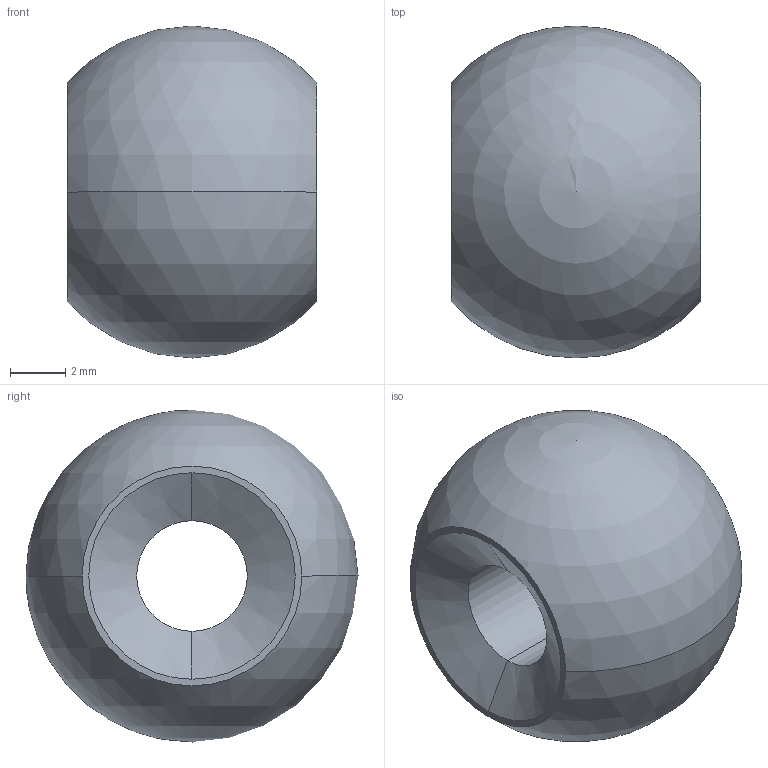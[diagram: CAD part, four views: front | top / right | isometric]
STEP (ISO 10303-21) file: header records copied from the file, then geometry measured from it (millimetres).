
FILE_DESCRIPTION (( 'STEP AP214' ), '1' );
FILE_NAME ('Bar Globes.STEP', '2025-02-11T18:51:35', ( '' ), ( '' ), 'SwSTEP 2.0', 'SolidWorks 2024', '' );
FILE_SCHEMA (( 'AUTOMOTIVE_DESIGN' ));
Length unit declared in the file: millimetre
Products named in the file (1): Bar Globes
Bounding box: 9 x 12 x 12 mm (x, y, z)
Volume: 699.9 mm3; surface area: 518.5 mm2
Topology: 1 solids, 1 shells, 8 faces, 21 edges, 13 vertices
Faces by surface type: cone 2, cylinder 2, sphere 2, plane 2
Entity records: 243 total; most frequent: DIRECTION 46, CARTESIAN_POINT 35, ORIENTED_EDGE 32, AXIS2_PLACEMENT_3D 21, EDGE_CURVE 16, CIRCLE 12, VERTEX_POINT 10, EDGE_LOOP 10
